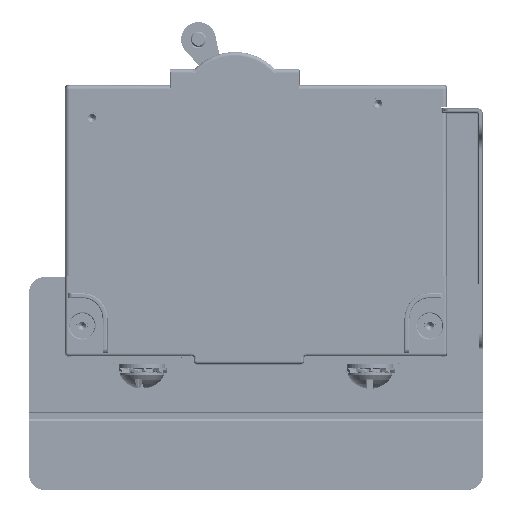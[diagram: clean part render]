
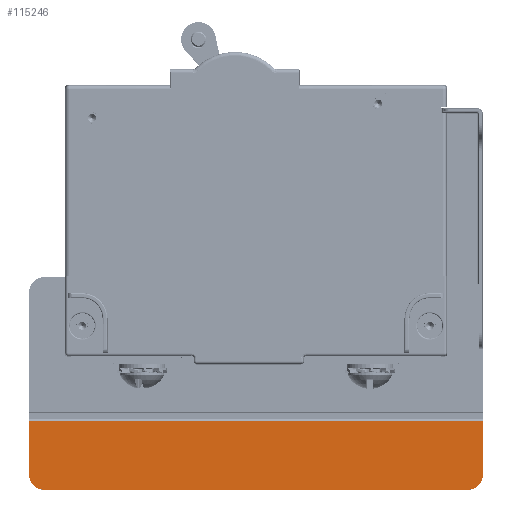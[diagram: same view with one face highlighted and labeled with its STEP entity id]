
A CAD part, top view. The second image highlights one B-rep face of the part: STEP entity #115246.
In plain terms, the highlighted planar face has unit normal (0, 0, 1).
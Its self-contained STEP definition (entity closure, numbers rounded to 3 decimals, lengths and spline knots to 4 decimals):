
#1126=CARTESIAN_POINT('',(-1.6637,-2.533,1.132));
#1132=DIRECTION('',(0.,-1.,0.));
#1133=VECTOR('',#1132,0.433);
#1134=CARTESIAN_POINT('',(-1.6637,-2.533,1.132));
#1135=LINE('',#1134,#1133);
#1529=DIRECTION('',(0.,-1.,0.));
#1530=VECTOR('',#1529,0.433);
#1531=CARTESIAN_POINT('',(2.0077,-2.533,1.132));
#1532=LINE('',#1531,#1530);
#1537=CARTESIAN_POINT('',(2.0077,-2.533,1.132));
#1617=DIRECTION('',(-1.,0.,0.));
#1618=VECTOR('',#1617,3.6713);
#1619=CARTESIAN_POINT('',(2.0077,-2.533,1.132));
#1620=LINE('',#1619,#1618);
#1621=CARTESIAN_POINT('',(1.883,-2.966,1.132));
#1622=DIRECTION('',(0.,0.,1.));
#1623=DIRECTION('',(0.,-1.,0.));
#1624=AXIS2_PLACEMENT_3D('',#1621,#1622,#1623);
#1626=CARTESIAN_POINT('',(-1.539,-2.966,1.132));
#1627=DIRECTION('',(0.,0.,1.));
#1628=DIRECTION('',(-1.,0.,0.));
#1629=AXIS2_PLACEMENT_3D('',#1626,#1627,#1628);
#93843=DIRECTION('',(-1.,0.,0.));
#93844=VECTOR('',#93843,3.422);
#93845=CARTESIAN_POINT('',(1.883,-3.0907,1.132));
#93846=LINE('',#93845,#93844);
#112896=VERTEX_POINT('',#1126);
#112900=VERTEX_POINT('',#1537);
#112915=CARTESIAN_POINT('',(1.883,-3.0907,1.132));
#112916=VERTEX_POINT('',#112915);
#112917=CARTESIAN_POINT('',(2.0077,-2.966,1.132));
#112918=VERTEX_POINT('',#112917);
#112919=CARTESIAN_POINT('',(-1.6637,-2.966,1.132));
#112920=CARTESIAN_POINT('',(-1.539,-3.0907,1.132));
#112921=VERTEX_POINT('',#112919);
#112922=VERTEX_POINT('',#112920);
#115230=CARTESIAN_POINT('',(2.008,-2.526,1.132));
#115231=DIRECTION('',(0.,0.,1.));
#115232=DIRECTION('',(0.,-1.,0.));
#115233=AXIS2_PLACEMENT_3D('',#115230,#115231,#115232);
#115234=PLANE('',#115233);
#115236=ORIENTED_EDGE('',*,*,#115235,.F.);
#115237=ORIENTED_EDGE('',*,*,#115124,.T.);
#115239=ORIENTED_EDGE('',*,*,#115238,.F.);
#115241=ORIENTED_EDGE('',*,*,#115240,.T.);
#115242=ORIENTED_EDGE('',*,*,#115221,.F.);
#115243=ORIENTED_EDGE('',*,*,#114687,.F.);
#115244=EDGE_LOOP('',(#115236,#115237,#115239,#115241,#115242,#115243));
#115245=FACE_OUTER_BOUND('',#115244,.F.);
#1625=CIRCLE('',#1624,0.1247);
#1630=CIRCLE('',#1629,0.1247);
#114687=EDGE_CURVE('',#112896,#112921,#1135,.T.);
#115124=EDGE_CURVE('',#112900,#112918,#1532,.T.);
#115221=EDGE_CURVE('',#112921,#112922,#1630,.T.);
#115235=EDGE_CURVE('',#112900,#112896,#1620,.T.);
#115238=EDGE_CURVE('',#112916,#112918,#1625,.T.);
#115240=EDGE_CURVE('',#112916,#112922,#93846,.T.);
#115246=ADVANCED_FACE('',(#115245),#115234,.T.);
